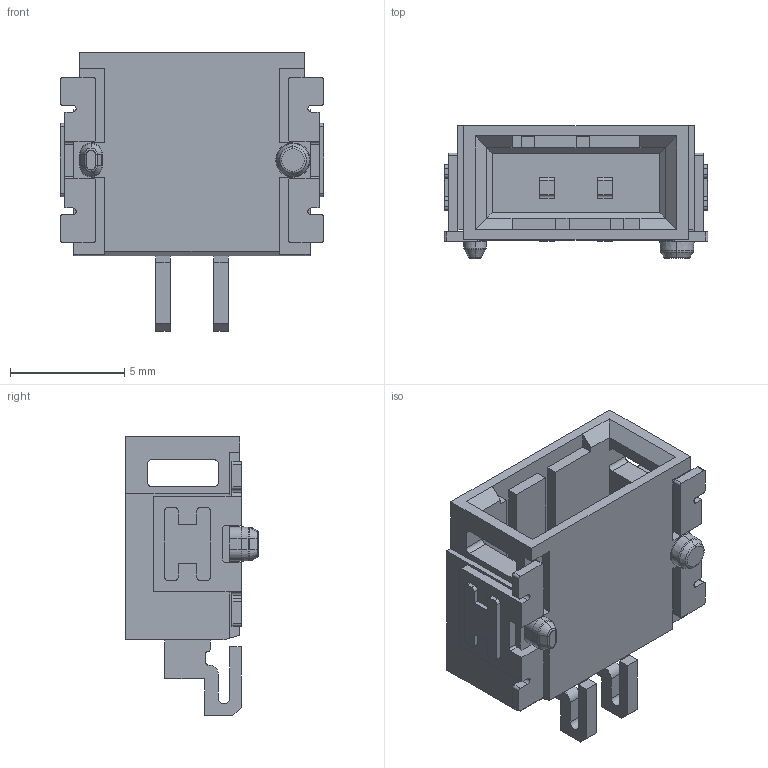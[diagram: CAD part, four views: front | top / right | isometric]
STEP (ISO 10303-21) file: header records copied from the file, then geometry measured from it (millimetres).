
FILE_DESCRIPTION((''),'2;1');
FILE_NAME('C-234832-E','2022-08-08T03:38:44',('workeradm'),('TE Connectivity Ltd.'),'CREO PARAMETRIC BY PTC INC, 2021072','CREO PARAMETRIC BY PTC INC, 2021072','');
FILE_SCHEMA(('AUTOMOTIVE_DESIGN { 1 0 10303 214 1 1 1 1 }'));
Length unit declared in the file: millimetre
Products named in the file (1): C-234832-E
Bounding box: 11.54 x 5.8 x 12.2 mm (x, y, z)
Volume: 303.1 mm3; surface area: 660.3 mm2
Topology: 1 solids, 1 shells, 292 faces, 797 edges, 513 vertices
Faces by surface type: plane 193, cylinder 79, cone 10, torus 10
Entity records: 9336 total; most frequent: CARTESIAN_POINT 1604, ORIENTED_EDGE 1594, DIRECTION 1572, EDGE_CURVE 797, VECTOR 606, LINE 606, VERTEX_POINT 513, AXIS2_PLACEMENT_3D 483
